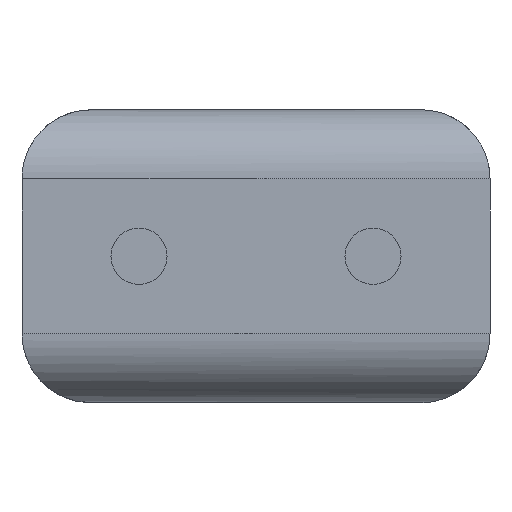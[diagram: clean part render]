
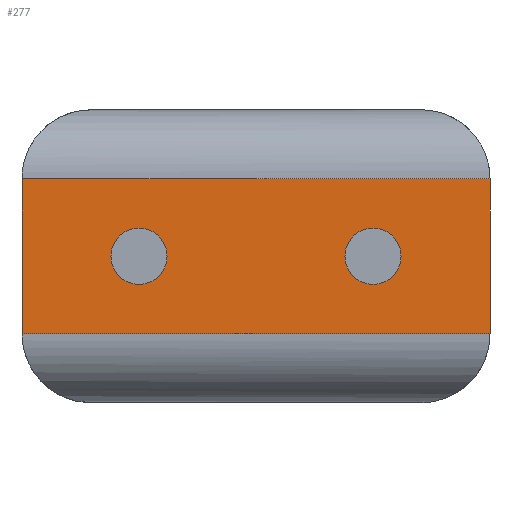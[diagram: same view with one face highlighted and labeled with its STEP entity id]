
A CAD part, front view. The second image highlights one B-rep face of the part: STEP entity #277.
In plain terms, the highlighted planar face has unit normal (0, -1, 0).
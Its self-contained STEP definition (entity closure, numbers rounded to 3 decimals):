
#28 = DIRECTION ( 'NONE',  ( 0., 0., -1. ) ) ;
#153 = CARTESIAN_POINT ( 'NONE',  ( -4.115, 0., 1.59 ) ) ;
#231 = VERTEX_POINT ( 'NONE', #624 ) ;
#263 = DIRECTION ( 'NONE',  ( 0., 1., 0. ) ) ;
#274 = CARTESIAN_POINT ( 'NONE',  ( -1.27, 0., 1.59 ) ) ;
#277 = ADVANCED_FACE ( 'NONE', ( #2661, #3396, #2894 ), #2997, .F. ) ;
#300 = CARTESIAN_POINT ( 'NONE',  ( 0., 0., 3.18 ) ) ;
#304 = EDGE_CURVE ( 'NONE', #2768, #1391, #1980, .T. ) ;
#426 = AXIS2_PLACEMENT_3D ( 'NONE', #274, #263, #1390 ) ;
#467 = EDGE_CURVE ( 'NONE', #582, #1480, #2702, .T. ) ;
#472 = VECTOR ( 'NONE', #2084, 1000. ) ;
#582 = VERTEX_POINT ( 'NONE', #2001 ) ;
#588 = EDGE_LOOP ( 'NONE', ( #2300, #596 ) ) ;
#596 = ORIENTED_EDGE ( 'NONE', *, *, #1429, .T. ) ;
#624 = CARTESIAN_POINT ( 'NONE',  ( 0., 0., 0.75 ) ) ;
#667 = CARTESIAN_POINT ( 'NONE',  ( -3.81, 0., 1.59 ) ) ;
#683 = CARTESIAN_POINT ( 'NONE',  ( -1.575, 0., 1.59 ) ) ;
#738 = CARTESIAN_POINT ( 'NONE',  ( 0., 0., 2.43 ) ) ;
#769 = VECTOR ( 'NONE', #3610, 1000. ) ;
#814 = ORIENTED_EDGE ( 'NONE', *, *, #1484, .T. ) ;
#1001 = AXIS2_PLACEMENT_3D ( 'NONE', #2674, #2127, #2984 ) ;
#1039 = CARTESIAN_POINT ( 'NONE',  ( 0., 0., 0.75 ) ) ;
#1111 = VECTOR ( 'NONE', #2349, 1000. ) ;
#1363 = EDGE_CURVE ( 'NONE', #1391, #1832, #1646, .T. ) ;
#1369 = CIRCLE ( 'NONE', #426, 0.305 ) ;
#1372 = LINE ( 'NONE', #300, #3486 ) ;
#1390 = DIRECTION ( 'NONE',  ( -1., 0., 0. ) ) ;
#1391 = VERTEX_POINT ( 'NONE', #1513 ) ;
#1429 = EDGE_CURVE ( 'NONE', #2836, #1568, #3076, .T. ) ;
#1477 = ORIENTED_EDGE ( 'NONE', *, *, #1363, .T. ) ;
#1480 = VERTEX_POINT ( 'NONE', #153 ) ;
#1484 = EDGE_CURVE ( 'NONE', #1832, #231, #1986, .T. ) ;
#1513 = CARTESIAN_POINT ( 'NONE',  ( -5.08, 0., 2.43 ) ) ;
#1549 = CARTESIAN_POINT ( 'NONE',  ( -5.08, 0., 3.18 ) ) ;
#1568 = VERTEX_POINT ( 'NONE', #683 ) ;
#1622 = EDGE_CURVE ( 'NONE', #2768, #231, #1372, .T. ) ;
#1646 = LINE ( 'NONE', #1549, #1111 ) ;
#1668 = AXIS2_PLACEMENT_3D ( 'NONE', #667, #2679, #2649 ) ;
#1699 = CIRCLE ( 'NONE', #1668, 0.305 ) ;
#1832 = VERTEX_POINT ( 'NONE', #3570 ) ;
#1980 = LINE ( 'NONE', #2404, #472 ) ;
#1986 = LINE ( 'NONE', #1039, #769 ) ;
#2001 = CARTESIAN_POINT ( 'NONE',  ( -3.505, 0., 1.59 ) ) ;
#2046 = ORIENTED_EDGE ( 'NONE', *, *, #467, .F. ) ;
#2084 = DIRECTION ( 'NONE',  ( -1., 0., 0. ) ) ;
#2098 = ORIENTED_EDGE ( 'NONE', *, *, #304, .T. ) ;
#2127 = DIRECTION ( 'NONE',  ( 0., 1., 0. ) ) ;
#2154 = CARTESIAN_POINT ( 'NONE',  ( -1.27, 0., 1.59 ) ) ;
#2300 = ORIENTED_EDGE ( 'NONE', *, *, #3702, .T. ) ;
#2349 = DIRECTION ( 'NONE',  ( 0., 0., -1. ) ) ;
#2404 = CARTESIAN_POINT ( 'NONE',  ( 0., 0., 2.43 ) ) ;
#2438 = CARTESIAN_POINT ( 'NONE',  ( -0.965, 0., 1.59 ) ) ;
#2649 = DIRECTION ( 'NONE',  ( -1., 0., 0. ) ) ;
#2661 = FACE_BOUND ( 'NONE', #588, .T. ) ;
#2663 = EDGE_CURVE ( 'NONE', #1480, #582, #1699, .T. ) ;
#2674 = CARTESIAN_POINT ( 'NONE',  ( 0., 0., 3.18 ) ) ;
#2679 = DIRECTION ( 'NONE',  ( 0., -1., 0. ) ) ;
#2702 = CIRCLE ( 'NONE', #2904, 0.305 ) ;
#2715 = DIRECTION ( 'NONE',  ( 0., 1., 0. ) ) ;
#2768 = VERTEX_POINT ( 'NONE', #738 ) ;
#2792 = DIRECTION ( 'NONE',  ( -1., 0., 0. ) ) ;
#2836 = VERTEX_POINT ( 'NONE', #2438 ) ;
#2894 = FACE_BOUND ( 'NONE', #3604, .T. ) ;
#2904 = AXIS2_PLACEMENT_3D ( 'NONE', #3426, #3694, #2792 ) ;
#2984 = DIRECTION ( 'NONE',  ( -1., 0., 0. ) ) ;
#2997 = PLANE ( 'NONE',  #1001 ) ;
#3076 = CIRCLE ( 'NONE', #3514, 0.305 ) ;
#3196 = EDGE_LOOP ( 'NONE', ( #3399, #2098, #1477, #814 ) ) ;
#3280 = ORIENTED_EDGE ( 'NONE', *, *, #2663, .F. ) ;
#3396 = FACE_OUTER_BOUND ( 'NONE', #3196, .T. ) ;
#3399 = ORIENTED_EDGE ( 'NONE', *, *, #1622, .F. ) ;
#3426 = CARTESIAN_POINT ( 'NONE',  ( -3.81, 0., 1.59 ) ) ;
#3486 = VECTOR ( 'NONE', #28, 1000. ) ;
#3514 = AXIS2_PLACEMENT_3D ( 'NONE', #2154, #2715, #3640 ) ;
#3570 = CARTESIAN_POINT ( 'NONE',  ( -5.08, 0., 0.75 ) ) ;
#3604 = EDGE_LOOP ( 'NONE', ( #3280, #2046 ) ) ;
#3610 = DIRECTION ( 'NONE',  ( 1., 0., 0. ) ) ;
#3640 = DIRECTION ( 'NONE',  ( -1., 0., 0. ) ) ;
#3694 = DIRECTION ( 'NONE',  ( 0., -1., 0. ) ) ;
#3702 = EDGE_CURVE ( 'NONE', #1568, #2836, #1369, .T. ) ;
